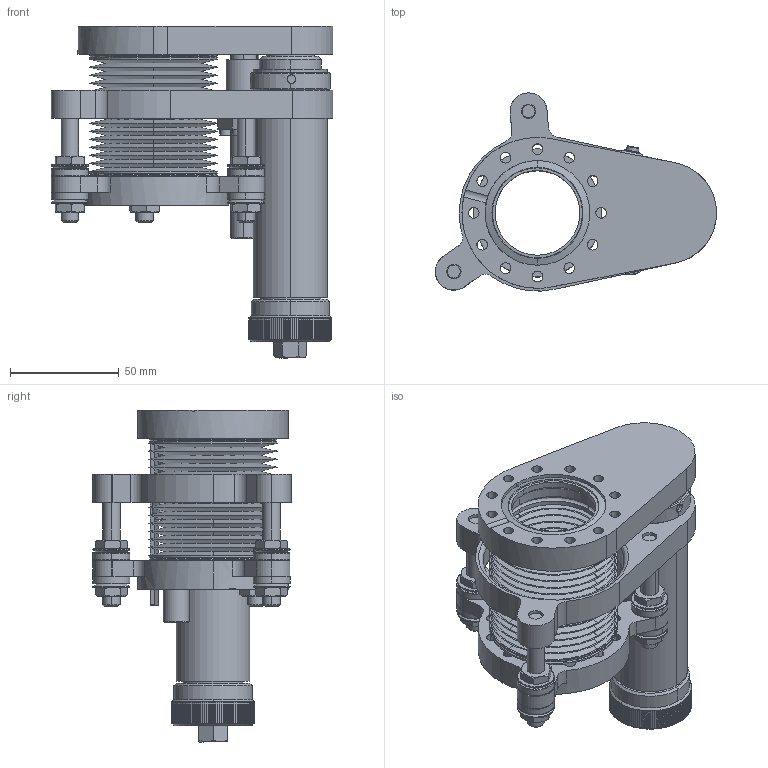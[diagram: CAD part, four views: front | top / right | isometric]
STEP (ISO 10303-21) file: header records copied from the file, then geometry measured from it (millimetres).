
FILE_DESCRIPTION (( 'STEP AP214' ), '1' );
FILE_NAME ('621-CLT-C40-50-PA.STEP', '2016-10-24T12:00:27', ( 'allectra' ), ( 'Microsoft' ), 'SwSTEP 2.0', 'SolidWorks 2014', '' );
FILE_SCHEMA (( 'AUTOMOTIVE_DESIGN' ));
Length unit declared in the file: millimetre
Products named in the file (2): 621-CLT-C40-50-PA
Bounding box: 129.5 x 91.28 x 152.9 mm (x, y, z)
Volume: 288587.5 mm3; surface area: 150569.8 mm2
Topology: 4 solids, 7 shells, 2917 faces, 8259 edges, 5419 vertices
Faces by surface type: cylinder 2095, plane 480, cone 266, bspline 76
Entity records: 132379 total; most frequent: CARTESIAN_POINT 21540, DIRECTION 17832, ORIENTED_EDGE 16518, EDGE_CURVE 8259, AXIS2_PLACEMENT_3D 7263, VERTEX_POINT 5419, CIRCLE 4420, LINE 3306
